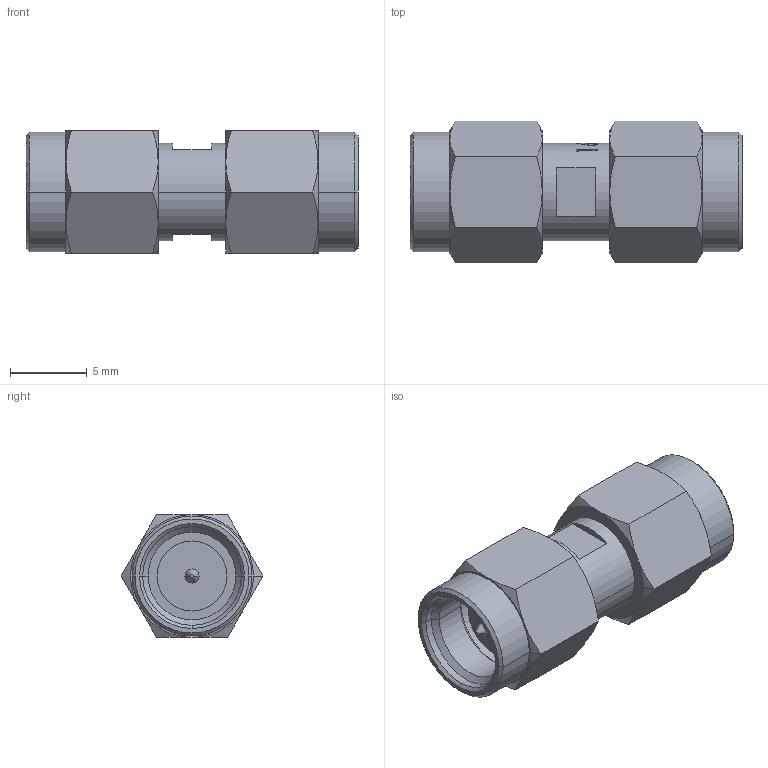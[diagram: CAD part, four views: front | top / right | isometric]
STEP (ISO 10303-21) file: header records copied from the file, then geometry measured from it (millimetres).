
FILE_DESCRIPTION (( 'STEP AP214' ), '1' );
FILE_NAME ('FMAD1663_3D.step', '2023-03-13T20:45:33', ( '' ), ( '' ), 'SwSTEP 2.0', 'SolidWorks 2022', '' );
FILE_SCHEMA (( 'AUTOMOTIVE_DESIGN' ));
Length unit declared in the file: millimetre
Products named in the file (1): FMAD1663_3D
Bounding box: 21.6 x 9.24 x 8 mm (x, y, z)
Volume: 829 mm3; surface area: 923 mm2
Topology: 1 solids, 1 shells, 164 faces, 375 edges, 230 vertices
Faces by surface type: cone 52, bspline 49, cylinder 33, plane 30
Entity records: 7804 total; most frequent: CARTESIAN_POINT 4534, ORIENTED_EDGE 750, DIRECTION 516, EDGE_CURVE 375, VERTEX_POINT 230, AXIS2_PLACEMENT_3D 220, B_SPLINE_CURVE_WITH_KNOTS 195, EDGE_LOOP 181
